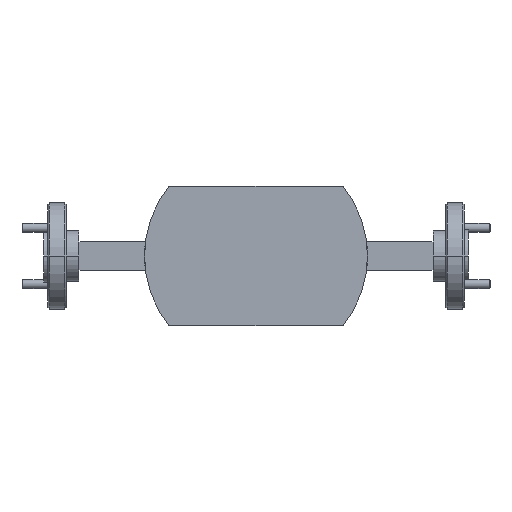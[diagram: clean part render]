
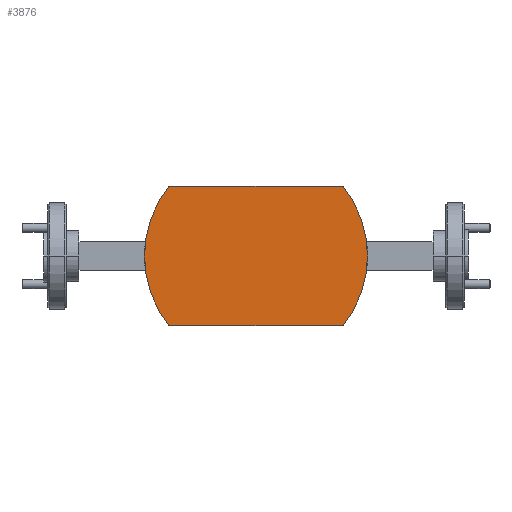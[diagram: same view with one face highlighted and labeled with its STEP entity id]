
A CAD part, front view. The second image highlights one B-rep face of the part: STEP entity #3876.
In plain terms, the highlighted planar face has unit normal (0, -1, 0).
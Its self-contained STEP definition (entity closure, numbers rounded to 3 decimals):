
#177 = CARTESIAN_POINT ( 'NONE',  ( 38.1, -5.601, 0. ) ) ;
#218 = DIRECTION ( 'NONE',  ( 0., -1., 0. ) ) ;
#227 = VERTEX_POINT ( 'NONE', #3228 ) ;
#609 = DIRECTION ( 'NONE',  ( -1., 0., 0. ) ) ;
#681 = CARTESIAN_POINT ( 'NONE',  ( 38.1, -5.601, 0. ) ) ;
#736 = DIRECTION ( 'NONE',  ( 1., 0., 0. ) ) ;
#768 = CARTESIAN_POINT ( 'NONE',  ( 22.482, -5.601, 12.497 ) ) ;
#984 = EDGE_CURVE ( 'NONE', #2039, #1543, #3427, .T. ) ;
#995 = PLANE ( 'NONE',  #2064 ) ;
#1292 = VERTEX_POINT ( 'NONE', #3503 ) ;
#1543 = VERTEX_POINT ( 'NONE', #768 ) ;
#1642 = CIRCLE ( 'NONE', #2344, 20.003 ) ;
#1894 = ORIENTED_EDGE ( 'NONE', *, *, #2399, .T. ) ;
#2039 = VERTEX_POINT ( 'NONE', #3912 ) ;
#2064 = AXIS2_PLACEMENT_3D ( 'NONE', #2603, #218, #4559 ) ;
#2103 = EDGE_CURVE ( 'NONE', #227, #1292, #4618, .T. ) ;
#2305 = CARTESIAN_POINT ( 'NONE',  ( 22.482, -5.601, -12.497 ) ) ;
#2344 = AXIS2_PLACEMENT_3D ( 'NONE', #177, #4984, #3071 ) ;
#2399 = EDGE_CURVE ( 'NONE', #1543, #227, #1642, .T. ) ;
#2422 = AXIS2_PLACEMENT_3D ( 'NONE', #3033, #2670, #5048 ) ;
#2552 = VECTOR ( 'NONE', #609, 1000. ) ;
#2566 = ORIENTED_EDGE ( 'NONE', *, *, #2103, .T. ) ;
#2603 = CARTESIAN_POINT ( 'NONE',  ( 38.1, -5.601, 0. ) ) ;
#2670 = DIRECTION ( 'NONE',  ( 0., -1., 0. ) ) ;
#3033 = CARTESIAN_POINT ( 'NONE',  ( 38.1, -5.601, 0. ) ) ;
#3071 = DIRECTION ( 'NONE',  ( 1., 0., 0. ) ) ;
#3074 = VECTOR ( 'NONE', #736, 1000. ) ;
#3228 = CARTESIAN_POINT ( 'NONE',  ( 22.482, -5.601, -12.497 ) ) ;
#3345 = CARTESIAN_POINT ( 'NONE',  ( 22.482, -5.601, 12.497 ) ) ;
#3427 = LINE ( 'NONE', #3345, #2552 ) ;
#3503 = CARTESIAN_POINT ( 'NONE',  ( 53.718, -5.601, -12.497 ) ) ;
#3567 = EDGE_LOOP ( 'NONE', ( #3894, #4812, #4973, #1894, #2566 ) ) ;
#3646 = CIRCLE ( 'NONE', #3984, 20.002 ) ;
#3876 = ADVANCED_FACE ( 'NONE', ( #5022 ), #995, .T. ) ;
#3886 = CIRCLE ( 'NONE', #2422, 20.002 ) ;
#3894 = ORIENTED_EDGE ( 'NONE', *, *, #4937, .T. ) ;
#3912 = CARTESIAN_POINT ( 'NONE',  ( 53.718, -5.601, 12.497 ) ) ;
#3917 = DIRECTION ( 'NONE',  ( 1., 0., 0. ) ) ;
#3983 = VERTEX_POINT ( 'NONE', #4277 ) ;
#3984 = AXIS2_PLACEMENT_3D ( 'NONE', #681, #5132, #3917 ) ;
#3992 = EDGE_CURVE ( 'NONE', #3983, #2039, #3646, .T. ) ;
#4277 = CARTESIAN_POINT ( 'NONE',  ( 58.102, -5.601, 0. ) ) ;
#4559 = DIRECTION ( 'NONE',  ( 1., 0., 0. ) ) ;
#4618 = LINE ( 'NONE', #2305, #3074 ) ;
#4812 = ORIENTED_EDGE ( 'NONE', *, *, #3992, .T. ) ;
#4937 = EDGE_CURVE ( 'NONE', #1292, #3983, #3886, .T. ) ;
#4973 = ORIENTED_EDGE ( 'NONE', *, *, #984, .T. ) ;
#4984 = DIRECTION ( 'NONE',  ( 0., -1., 0. ) ) ;
#5022 = FACE_OUTER_BOUND ( 'NONE', #3567, .T. ) ;
#5048 = DIRECTION ( 'NONE',  ( 1., 0., 0. ) ) ;
#5132 = DIRECTION ( 'NONE',  ( 0., -1., 0. ) ) ;
